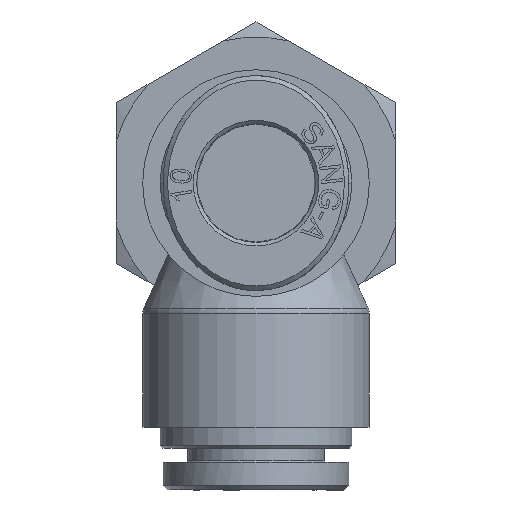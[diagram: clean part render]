
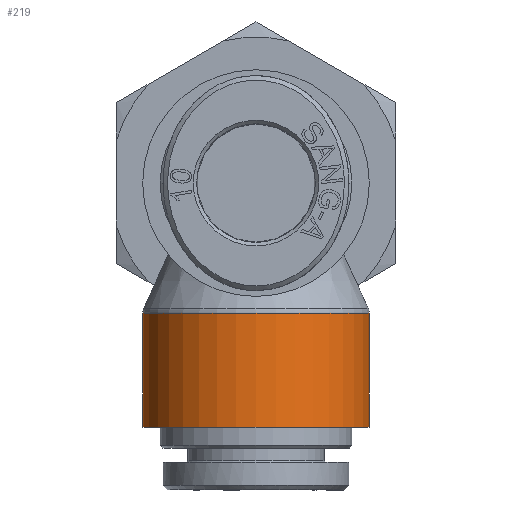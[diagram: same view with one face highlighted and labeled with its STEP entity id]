
A CAD part, left-side view. The second image highlights one B-rep face of the part: STEP entity #219.
In plain terms, the highlighted cylindrical face has radius 9.75 mm (diameter 19.5 mm), a full revolution.
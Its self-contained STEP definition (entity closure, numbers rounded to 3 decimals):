
#123=CARTESIAN_POINT('',(0.,9.75,-11.215));
#124=VERTEX_POINT('',#123);
#125=CARTESIAN_POINT('',(0.,0.,-11.215));
#126=DIRECTION('',(0.0,0.0,1.0));
#127=DIRECTION('',(0.0,-1.0,0.0));
#128=AXIS2_PLACEMENT_3D('',#125,#126,#127);
#129=CIRCLE('',#128,9.75);
#130=EDGE_CURVE('',#124,#124,#129,.T.);
#200=CARTESIAN_POINT('',(0.,0.,-16.));
#201=DIRECTION('',(0.,0.,-1.0));
#202=DIRECTION('',(0.0,1.0,0.0));
#203=AXIS2_PLACEMENT_3D('',#200,#201,#202);
#204=CYLINDRICAL_SURFACE('',#203,9.75);
#205=CARTESIAN_POINT('',(0.,9.75,-21.0));
#206=VERTEX_POINT('',#205);
#207=CARTESIAN_POINT('',(0.,0.,-21.0));
#208=DIRECTION('',(0.0,0.0,-1.0));
#209=DIRECTION('',(0.0,1.0,0.0));
#210=AXIS2_PLACEMENT_3D('',#207,#208,#209);
#211=CIRCLE('',#210,9.75);
#212=EDGE_CURVE('',#206,#206,#211,.T.);
#213=ORIENTED_EDGE('',*,*,#212,.F.);
#214=EDGE_LOOP('',(#213));
#215=FACE_OUTER_BOUND('',#214,.T.);
#216=ORIENTED_EDGE('',*,*,#130,.F.);
#217=EDGE_LOOP('',(#216));
#218=FACE_BOUND('',#217,.T.);
#219=ADVANCED_FACE('',(#215,#218),#204,.T.);
